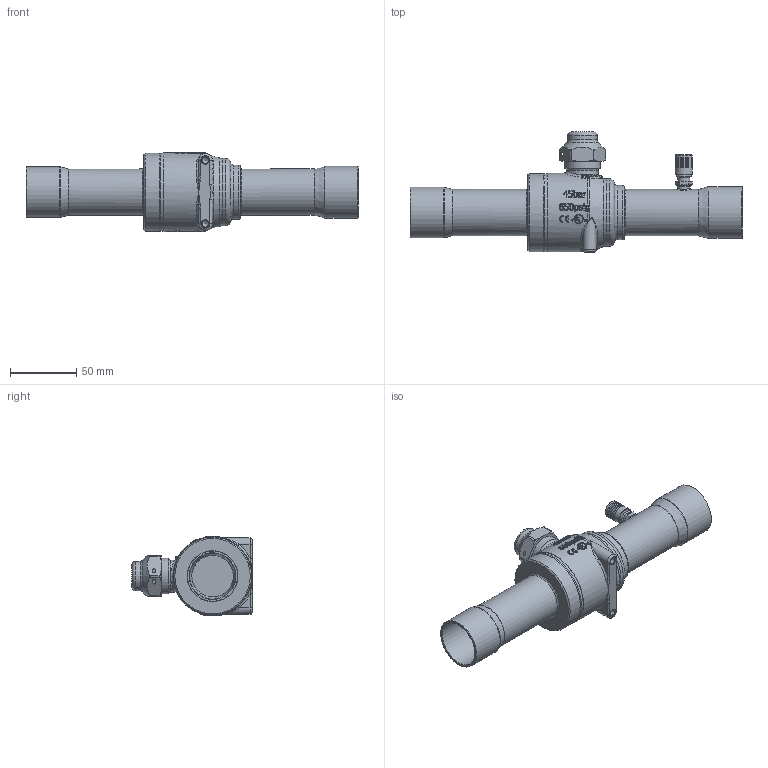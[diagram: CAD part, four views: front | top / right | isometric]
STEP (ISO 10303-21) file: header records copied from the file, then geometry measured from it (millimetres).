
FILE_DESCRIPTION((''),'2;1');
FILE_NAME('WEB009G9352.step','2013-03-04T03:42:27',(''),(''),'Autodesk Inventor 2012','Autodesk Inventor 2012','');
FILE_SCHEMA(('AUTOMOTIVE_DESIGN { 1 2 10303 214 0 1 1 1 }'));
Length unit declared in the file: millimetre
Products named in the file (1): WEB009G9352
Bounding box: 251 x 90.73 x 59.98 mm (x, y, z)
Volume: 329429.3 mm3; surface area: 50433.6 mm2
Topology: 1 solids, 3 shells, 862 faces, 2226 edges, 1451 vertices
Faces by surface type: plane 416, bspline 273, cylinder 103, cone 38, torus 32
Full cylindrical faces by diameter (mm): 2 x1, 4.917 x2, 6.2 x1, 7 x1, 7.9 x1, 9.2 x1, 9.9 x1, 11.1 x1, 13 x1, 22.2 x1, 24 x1, 27 x1, 31.4 x1, 35 x4, 38.4 x1, 39.2 x1, 41 x1, 51 x1, 56 x1, 56.887 x1, 59 x3, 59.6 x1
Entity records: 32363 total; most frequent: CARTESIAN_POINT 12537, ORIENTED_EDGE 4264, DIRECTION 3151, EDGE_CURVE 2132, VERTEX_POINT 1430, AXIS2_PLACEMENT_3D 1079, EDGE_LOOP 1022, VECTOR 993
